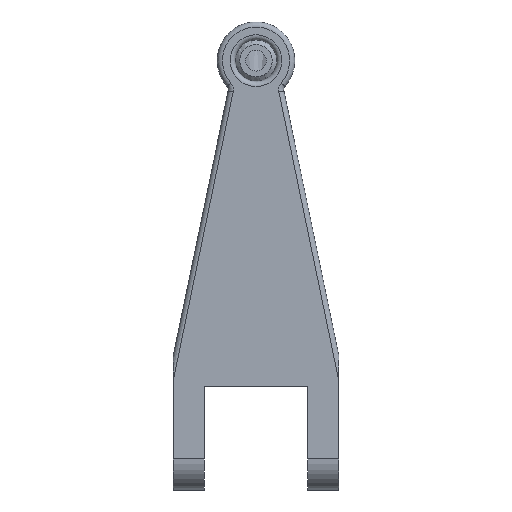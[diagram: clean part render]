
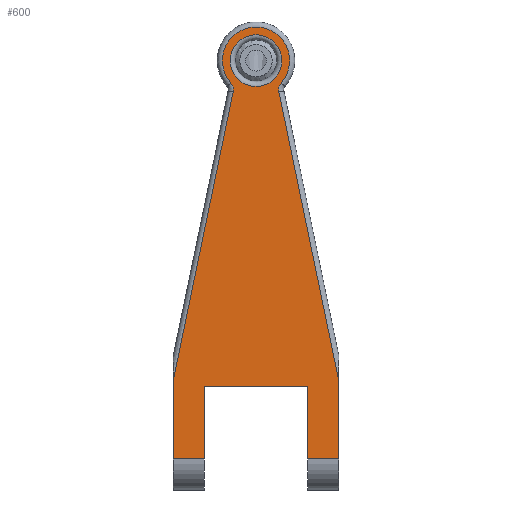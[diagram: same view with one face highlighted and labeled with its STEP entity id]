
A CAD part, front view. The second image highlights one B-rep face of the part: STEP entity #600.
In plain terms, the highlighted planar face has unit normal (0, -1, 0).
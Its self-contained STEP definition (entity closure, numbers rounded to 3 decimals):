
#32=FACE_BOUND('',#94,.T.);
#42=PLANE('',#657);
#56=FACE_OUTER_BOUND('',#93,.T.);
#93=EDGE_LOOP('',(#420,#421,#422,#423,#424,#425,#426,#427,#428,#429,#430,
#431));
#94=EDGE_LOOP('',(#432));
#136=LINE('',#970,#172);
#139=LINE('',#978,#175);
#141=LINE('',#982,#177);
#142=LINE('',#984,#178);
#143=LINE('',#992,#179);
#144=LINE('',#994,#180);
#145=LINE('',#996,#181);
#146=LINE('',#998,#182);
#147=LINE('',#999,#183);
#172=VECTOR('',#756,10.);
#175=VECTOR('',#763,10.);
#177=VECTOR('',#767,10.);
#178=VECTOR('',#768,10.);
#179=VECTOR('',#775,10.);
#180=VECTOR('',#776,10.);
#181=VECTOR('',#777,10.);
#182=VECTOR('',#778,10.);
#183=VECTOR('',#779,10.);
#212=CIRCLE('',#658,1.);
#213=CIRCLE('',#659,3.25);
#214=CIRCLE('',#660,1.);
#215=CIRCLE('',#661,2.5);
#259=VERTEX_POINT('',#966);
#261=VERTEX_POINT('',#969);
#264=VERTEX_POINT('',#976);
#265=VERTEX_POINT('',#981);
#266=VERTEX_POINT('',#983);
#267=VERTEX_POINT('',#985);
#268=VERTEX_POINT('',#987);
#269=VERTEX_POINT('',#989);
#270=VERTEX_POINT('',#991);
#271=VERTEX_POINT('',#993);
#272=VERTEX_POINT('',#995);
#273=VERTEX_POINT('',#997);
#274=VERTEX_POINT('',#1000);
#321=EDGE_CURVE('',#261,#259,#136,.T.);
#325=EDGE_CURVE('',#264,#259,#139,.T.);
#327=EDGE_CURVE('',#264,#265,#141,.T.);
#328=EDGE_CURVE('',#266,#265,#142,.T.);
#329=EDGE_CURVE('',#267,#266,#212,.T.);
#330=EDGE_CURVE('',#268,#267,#213,.T.);
#331=EDGE_CURVE('',#269,#268,#214,.T.);
#332=EDGE_CURVE('',#270,#269,#143,.T.);
#333=EDGE_CURVE('',#270,#271,#144,.T.);
#334=EDGE_CURVE('',#272,#271,#145,.T.);
#335=EDGE_CURVE('',#272,#273,#146,.T.);
#336=EDGE_CURVE('',#273,#261,#147,.T.);
#337=EDGE_CURVE('',#274,#274,#215,.T.);
#420=ORIENTED_EDGE('',*,*,#325,.F.);
#421=ORIENTED_EDGE('',*,*,#327,.T.);
#422=ORIENTED_EDGE('',*,*,#328,.F.);
#423=ORIENTED_EDGE('',*,*,#329,.F.);
#424=ORIENTED_EDGE('',*,*,#330,.F.);
#425=ORIENTED_EDGE('',*,*,#331,.F.);
#426=ORIENTED_EDGE('',*,*,#332,.F.);
#427=ORIENTED_EDGE('',*,*,#333,.T.);
#428=ORIENTED_EDGE('',*,*,#334,.F.);
#429=ORIENTED_EDGE('',*,*,#335,.T.);
#430=ORIENTED_EDGE('',*,*,#336,.T.);
#431=ORIENTED_EDGE('',*,*,#321,.T.);
#432=ORIENTED_EDGE('',*,*,#337,.F.);
#600=ADVANCED_FACE('',(#56,#32),#42,.F.);
#657=AXIS2_PLACEMENT_3D('',#980,#765,#766);
#658=AXIS2_PLACEMENT_3D('',#986,#769,#770);
#659=AXIS2_PLACEMENT_3D('',#988,#771,#772);
#660=AXIS2_PLACEMENT_3D('',#990,#773,#774);
#661=AXIS2_PLACEMENT_3D('',#1001,#780,#781);
#756=DIRECTION('',(0.,0.,-1.));
#763=DIRECTION('',(-1.,0.,0.));
#765=DIRECTION('center_axis',(0.,1.,0.));
#766=DIRECTION('ref_axis',(1.,0.,0.));
#767=DIRECTION('',(0.,0.,1.));
#768=DIRECTION('',(0.203,0.,-0.979));
#769=DIRECTION('center_axis',(0.,-1.,0.));
#770=DIRECTION('ref_axis',(-0.966,0.,0.257));
#771=DIRECTION('center_axis',(0.,1.,0.));
#772=DIRECTION('ref_axis',(0.,0.,1.));
#773=DIRECTION('center_axis',(0.,-1.,0.));
#774=DIRECTION('ref_axis',(0.966,0.,0.257));
#775=DIRECTION('',(0.203,0.,0.979));
#776=DIRECTION('',(0.,0.,-1.));
#777=DIRECTION('',(-1.,0.,0.));
#778=DIRECTION('',(0.,0.,1.));
#779=DIRECTION('',(1.,0.,0.));
#780=DIRECTION('center_axis',(0.,-1.,0.));
#781=DIRECTION('ref_axis',(1.,0.,0.));
#966=CARTESIAN_POINT('',(13.,-1.,3.));
#969=CARTESIAN_POINT('',(13.,-1.,10.));
#970=CARTESIAN_POINT('',(13.,-1.,10.));
#976=CARTESIAN_POINT('',(16.,-1.,3.));
#978=CARTESIAN_POINT('',(12.,-1.,3.));
#980=CARTESIAN_POINT('Origin',(8.,-1.,22.625));
#981=CARTESIAN_POINT('',(16.,-1.,10.54));
#982=CARTESIAN_POINT('',(16.,-1.,0.));
#983=CARTESIAN_POINT('',(10.201,-1.,38.478));
#984=CARTESIAN_POINT('',(11.707,-1.,31.225));
#985=CARTESIAN_POINT('',(10.432,-1.,39.344));
#986=CARTESIAN_POINT('Origin',(11.181,-1.,38.681));
#987=CARTESIAN_POINT('',(5.568,-1.,39.344));
#988=CARTESIAN_POINT('Origin',(8.,-1.,41.5));
#989=CARTESIAN_POINT('',(5.799,-1.,38.478));
#990=CARTESIAN_POINT('Origin',(4.819,-1.,38.681));
#991=CARTESIAN_POINT('',(0.,-1.,10.54));
#992=CARTESIAN_POINT('',(1.612,-1.,18.308));
#993=CARTESIAN_POINT('',(0.,-1.,3.));
#994=CARTESIAN_POINT('',(0.,-1.,0.));
#995=CARTESIAN_POINT('',(3.,-1.,3.));
#996=CARTESIAN_POINT('',(5.5,-1.,3.));
#997=CARTESIAN_POINT('',(3.,-1.,10.));
#998=CARTESIAN_POINT('',(3.,-1.,0.));
#999=CARTESIAN_POINT('',(3.,-1.,10.));
#1000=CARTESIAN_POINT('',(8.,-1.,39.));
#1001=CARTESIAN_POINT('Origin',(8.,-1.,41.5));
